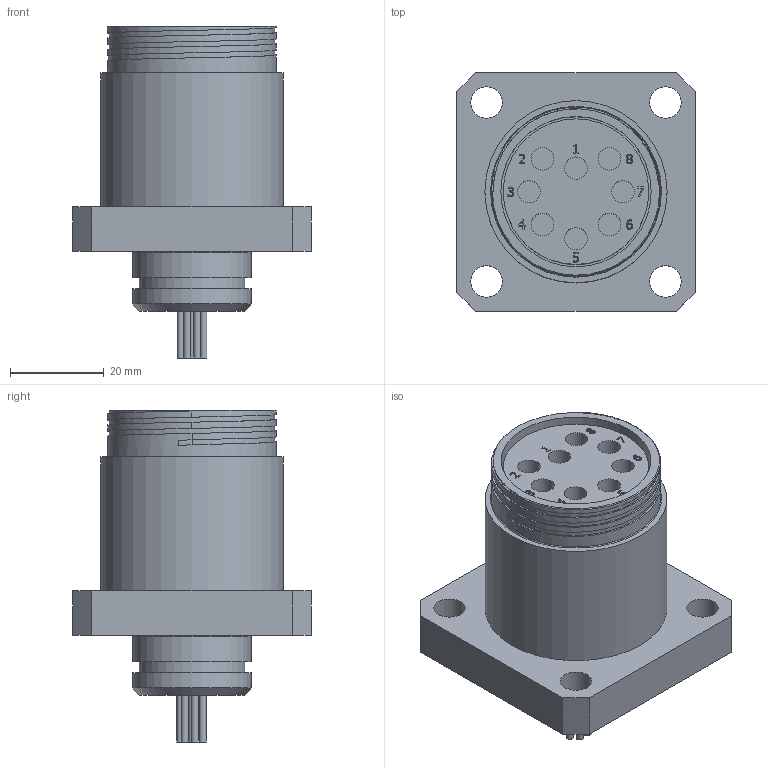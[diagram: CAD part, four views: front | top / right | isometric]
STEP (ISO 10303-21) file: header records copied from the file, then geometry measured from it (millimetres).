
FILE_DESCRIPTION(/* description */ (''),/* implementation_level */ '2;1');
FILE_NAME(/* name */ 'FCR2408F.stp',/* time_stamp */ '2014-11-25T08:39:02+01:00',/* author */ ('sh'),/* organization */ (''),/* preprocessor_version */ 'ST-DEVELOPER v15.2',/* originating_system */ 'Autodesk Inventor 2014',/* authorisation */ '');
FILE_SCHEMA (('AUTOMOTIVE_DESIGN { 1 0 10303 214 3 1 1 }'));
Length unit declared in the file: millimetre
Products named in the file (1): FCR2408F
Bounding box: 50.8 x 50.8 x 70.7 mm (x, y, z)
Volume: 66182 mm3; surface area: 23947.6 mm2
Topology: 1 solids, 1 shells, 228 faces, 559 edges, 370 vertices
Faces by surface type: plane 104, bspline 87, cylinder 32, torus 3, cone 2
Full cylindrical faces by diameter (mm): 1.5 x8, 4.8 x8, 6.7 x4, 22.5 x1, 25.15 x2, 29 x1, 31 x1, 32 x1, 36 x4, 38.8 x1
Entity records: 7682 total; most frequent: CARTESIAN_POINT 2795, ORIENTED_EDGE 1038, DIRECTION 686, EDGE_CURVE 519, VERTEX_POINT 365, EDGE_LOOP 302, LINE 280, VECTOR 280
